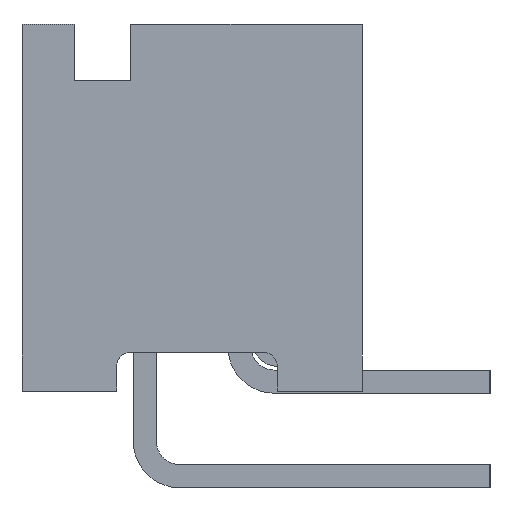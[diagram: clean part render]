
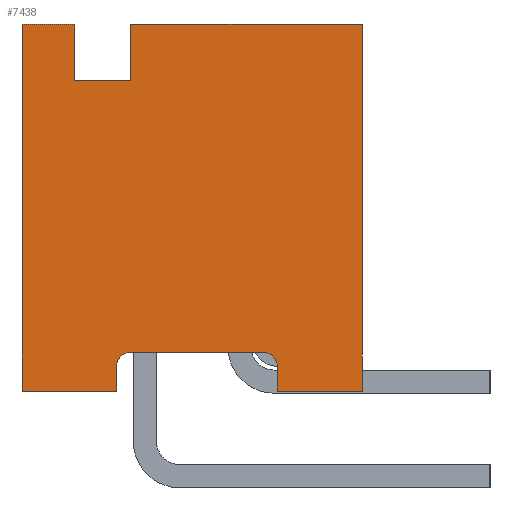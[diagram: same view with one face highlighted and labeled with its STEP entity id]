
A CAD part, left-side view. The second image highlights one B-rep face of the part: STEP entity #7438.
In plain terms, the highlighted planar face has unit normal (-1, 0, 0).
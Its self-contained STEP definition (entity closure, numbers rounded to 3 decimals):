
#3=DIRECTION('',(0.,1.,0.));
#4=VECTOR('',#3,3.556);
#5=CARTESIAN_POINT('',(-25.4,-1.905,-8.814));
#6=LINE('',#5,#4);
#7=DIRECTION('',(0.,0.,-1.));
#8=VECTOR('',#7,0.66);
#9=CARTESIAN_POINT('',(-25.4,2.032,-9.195));
#10=LINE('',#9,#8);
#11=DIRECTION('',(0.,-1.,0.));
#12=VECTOR('',#11,1.397);
#13=CARTESIAN_POINT('',(-25.4,4.572,0.));
#14=LINE('',#13,#12);
#15=DIRECTION('',(0.,0.,-1.));
#16=VECTOR('',#15,1.524);
#17=CARTESIAN_POINT('',(-25.4,3.175,0.));
#18=LINE('',#17,#16);
#19=DIRECTION('',(0.,-1.,0.));
#20=VECTOR('',#19,1.524);
#21=CARTESIAN_POINT('',(-25.4,3.175,-1.524));
#22=LINE('',#21,#20);
#23=DIRECTION('',(0.,0.,1.));
#24=VECTOR('',#23,1.524);
#25=CARTESIAN_POINT('',(-25.4,1.651,-1.524));
#26=LINE('',#25,#24);
#27=DIRECTION('',(0.,-1.,0.));
#28=VECTOR('',#27,6.223);
#29=CARTESIAN_POINT('',(-25.4,1.651,0.));
#30=LINE('',#29,#28);
#35=DIRECTION('',(0.,0.,-1.));
#36=VECTOR('',#35,0.66);
#37=CARTESIAN_POINT('',(-25.4,-2.286,-9.195));
#38=LINE('',#37,#36);
#39=CARTESIAN_POINT('',(-25.4,-1.905,-9.195));
#40=DIRECTION('',(1.,0.,0.));
#41=DIRECTION('',(0.,0.,1.));
#42=AXIS2_PLACEMENT_3D('',#39,#40,#41);
#701=DIRECTION('',(0.,1.,0.));
#702=VECTOR('',#701,2.286);
#703=CARTESIAN_POINT('',(-25.4,-4.572,-9.855));
#704=LINE('',#703,#702);
#721=DIRECTION('',(0.,1.,0.));
#722=VECTOR('',#721,2.54);
#723=CARTESIAN_POINT('',(-25.4,2.032,-9.855));
#724=LINE('',#723,#722);
#769=DIRECTION('',(0.,0.,1.));
#770=VECTOR('',#769,9.855);
#771=CARTESIAN_POINT('',(-25.4,-4.572,-9.855));
#772=LINE('',#771,#770);
#1820=DIRECTION('',(0.,0.,-1.));
#1821=VECTOR('',#1820,9.855);
#1822=CARTESIAN_POINT('',(-25.4,4.572,0.));
#1823=LINE('',#1822,#1821);
#1920=CARTESIAN_POINT('',(-25.4,1.651,-9.195));
#1921=DIRECTION('',(1.,0.,0.));
#1922=DIRECTION('',(0.,1.,0.));
#1923=AXIS2_PLACEMENT_3D('',#1920,#1921,#1922);
#5611=CARTESIAN_POINT('',(-25.4,4.572,0.));
#5612=CARTESIAN_POINT('',(-25.4,3.175,0.));
#5613=VERTEX_POINT('',#5611);
#5614=VERTEX_POINT('',#5612);
#5615=CARTESIAN_POINT('',(-25.4,3.175,-1.524));
#5616=VERTEX_POINT('',#5615);
#5617=CARTESIAN_POINT('',(-25.4,1.651,-1.524));
#5618=VERTEX_POINT('',#5617);
#5619=CARTESIAN_POINT('',(-25.4,1.651,0.));
#5620=VERTEX_POINT('',#5619);
#5621=CARTESIAN_POINT('',(-25.4,-4.572,0.));
#5622=VERTEX_POINT('',#5621);
#5647=CARTESIAN_POINT('',(-25.4,-4.572,-9.855));
#5648=CARTESIAN_POINT('',(-25.4,-2.286,-9.855));
#5649=VERTEX_POINT('',#5647);
#5650=VERTEX_POINT('',#5648);
#5655=CARTESIAN_POINT('',(-25.4,4.572,-9.855));
#5657=VERTEX_POINT('',#5655);
#5661=CARTESIAN_POINT('',(-25.4,2.032,-9.855));
#5662=VERTEX_POINT('',#5661);
#7388=CARTESIAN_POINT('',(-25.4,1.651,-8.814));
#7390=VERTEX_POINT('',#7388);
#7392=CARTESIAN_POINT('',(-25.4,2.032,-9.195));
#7394=VERTEX_POINT('',#7392);
#7395=CARTESIAN_POINT('',(-25.4,-1.905,-8.814));
#7397=VERTEX_POINT('',#7395);
#7399=CARTESIAN_POINT('',(-25.4,-2.286,-9.195));
#7401=VERTEX_POINT('',#7399);
#7403=CARTESIAN_POINT('',(-25.4,0.,0.));
#7404=DIRECTION('',(1.,0.,0.));
#7405=DIRECTION('',(0.,0.,-1.));
#7406=AXIS2_PLACEMENT_3D('',#7403,#7404,#7405);
#7407=PLANE('',#7406);
#7409=ORIENTED_EDGE('',*,*,#7408,.F.);
#7411=ORIENTED_EDGE('',*,*,#7410,.F.);
#7413=ORIENTED_EDGE('',*,*,#7412,.T.);
#7415=ORIENTED_EDGE('',*,*,#7414,.F.);
#7417=ORIENTED_EDGE('',*,*,#7416,.T.);
#7419=ORIENTED_EDGE('',*,*,#7418,.T.);
#7421=ORIENTED_EDGE('',*,*,#7420,.F.);
#7423=ORIENTED_EDGE('',*,*,#7422,.T.);
#7425=ORIENTED_EDGE('',*,*,#7424,.T.);
#7427=ORIENTED_EDGE('',*,*,#7426,.T.);
#7429=ORIENTED_EDGE('',*,*,#7428,.T.);
#7431=ORIENTED_EDGE('',*,*,#7430,.T.);
#7433=ORIENTED_EDGE('',*,*,#7432,.F.);
#7435=ORIENTED_EDGE('',*,*,#7434,.T.);
#7436=EDGE_LOOP('',(#7409,#7411,#7413,#7415,#7417,#7419,#7421,#7423,#7425,#7427,
#7429,#7431,#7433,#7435));
#7437=FACE_OUTER_BOUND('',#7436,.F.);
#43=CIRCLE('',#42,0.381);
#1924=CIRCLE('',#1923,0.381);
#7408=EDGE_CURVE('',#7401,#5650,#38,.T.);
#7410=EDGE_CURVE('',#7397,#7401,#43,.T.);
#7412=EDGE_CURVE('',#7397,#7390,#6,.T.);
#7414=EDGE_CURVE('',#7394,#7390,#1924,.T.);
#7416=EDGE_CURVE('',#7394,#5662,#10,.T.);
#7418=EDGE_CURVE('',#5662,#5657,#724,.T.);
#7420=EDGE_CURVE('',#5613,#5657,#1823,.T.);
#7422=EDGE_CURVE('',#5613,#5614,#14,.T.);
#7424=EDGE_CURVE('',#5614,#5616,#18,.T.);
#7426=EDGE_CURVE('',#5616,#5618,#22,.T.);
#7428=EDGE_CURVE('',#5618,#5620,#26,.T.);
#7430=EDGE_CURVE('',#5620,#5622,#30,.T.);
#7432=EDGE_CURVE('',#5649,#5622,#772,.T.);
#7434=EDGE_CURVE('',#5649,#5650,#704,.T.);
#7438=ADVANCED_FACE('',(#7437),#7407,.F.);
